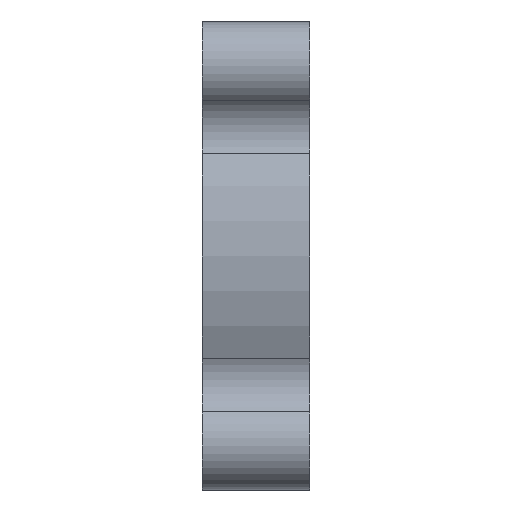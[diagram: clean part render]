
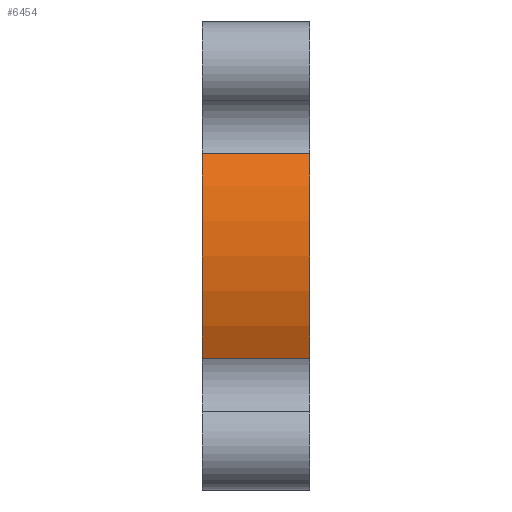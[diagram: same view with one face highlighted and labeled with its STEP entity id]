
A CAD part, left-side view. The second image highlights one B-rep face of the part: STEP entity #6454.
In plain terms, the highlighted cylindrical face has radius 16.51 mm (diameter 33.02 mm), a partial arc.
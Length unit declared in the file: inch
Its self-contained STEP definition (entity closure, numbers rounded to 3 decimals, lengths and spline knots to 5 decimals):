
#102 = EDGE_CURVE ( 'NONE', #2045, #5081, #1686, .T. ) ;
#285 = ORIENTED_EDGE ( 'NONE', *, *, #102, .T. ) ;
#296 = VERTEX_POINT ( 'NONE', #3289 ) ;
#324 = VECTOR ( 'NONE', #5796, 39.37008 ) ;
#387 = DIRECTION ( 'NONE',  ( 0., 0., 1. ) ) ;
#844 = CARTESIAN_POINT ( 'NONE',  ( -0.58311, 0.3, 0.28721 ) ) ;
#943 = ORIENTED_EDGE ( 'NONE', *, *, #3763, .T. ) ;
#1066 = CARTESIAN_POINT ( 'NONE',  ( 0., 0.3, 0. ) ) ;
#1543 = CARTESIAN_POINT ( 'NONE',  ( 0., 0., 0. ) ) ;
#1615 = AXIS2_PLACEMENT_3D ( 'NONE', #1066, #2356, #387 ) ;
#1686 = LINE ( 'NONE', #844, #8580 ) ;
#1772 = EDGE_CURVE ( 'NONE', #296, #8577, #2593, .T. ) ;
#1816 = CARTESIAN_POINT ( 'NONE',  ( -0.58311, 0.3, -0.28721 ) ) ;
#2045 = VERTEX_POINT ( 'NONE', #3628 ) ;
#2267 = CIRCLE ( 'NONE', #1615, 0.65 ) ;
#2356 = DIRECTION ( 'NONE',  ( 0., 1., 0. ) ) ;
#2399 = DIRECTION ( 'NONE',  ( 0., -1., 0. ) ) ;
#2593 = LINE ( 'NONE', #1816, #324 ) ;
#2869 = CYLINDRICAL_SURFACE ( 'NONE', #2981, 0.65 ) ;
#2981 = AXIS2_PLACEMENT_3D ( 'NONE', #7028, #2399, #3693 ) ;
#3289 = CARTESIAN_POINT ( 'NONE',  ( -0.58311, 0.3, -0.28721 ) ) ;
#3628 = CARTESIAN_POINT ( 'NONE',  ( -0.58311, 0., 0.28721 ) ) ;
#3693 = DIRECTION ( 'NONE',  ( 0., 0., -1. ) ) ;
#3763 = EDGE_CURVE ( 'NONE', #8577, #2045, #5736, .T. ) ;
#4082 = CARTESIAN_POINT ( 'NONE',  ( -0.58311, 0.3, 0.28721 ) ) ;
#4219 = DIRECTION ( 'NONE',  ( 0., 1., 0. ) ) ;
#4305 = CARTESIAN_POINT ( 'NONE',  ( -0.58311, 0., -0.28721 ) ) ;
#4415 = AXIS2_PLACEMENT_3D ( 'NONE', #1543, #8250, #5557 ) ;
#4921 = EDGE_CURVE ( 'NONE', #296, #5081, #2267, .T. ) ;
#5081 = VERTEX_POINT ( 'NONE', #4082 ) ;
#5557 = DIRECTION ( 'NONE',  ( 0., 0., 1. ) ) ;
#5736 = CIRCLE ( 'NONE', #4415, 0.65 ) ;
#5796 = DIRECTION ( 'NONE',  ( 0., -1., 0. ) ) ;
#6007 = FACE_OUTER_BOUND ( 'NONE', #6289, .T. ) ;
#6289 = EDGE_LOOP ( 'NONE', ( #943, #285, #8251, #8418 ) ) ;
#6454 = ADVANCED_FACE ( 'NONE', ( #6007 ), #2869, .T. ) ;
#7028 = CARTESIAN_POINT ( 'NONE',  ( 0., 0.3, 0. ) ) ;
#8250 = DIRECTION ( 'NONE',  ( 0., 1., 0. ) ) ;
#8251 = ORIENTED_EDGE ( 'NONE', *, *, #4921, .F. ) ;
#8418 = ORIENTED_EDGE ( 'NONE', *, *, #1772, .T. ) ;
#8577 = VERTEX_POINT ( 'NONE', #4305 ) ;
#8580 = VECTOR ( 'NONE', #4219, 39.37008 ) ;
